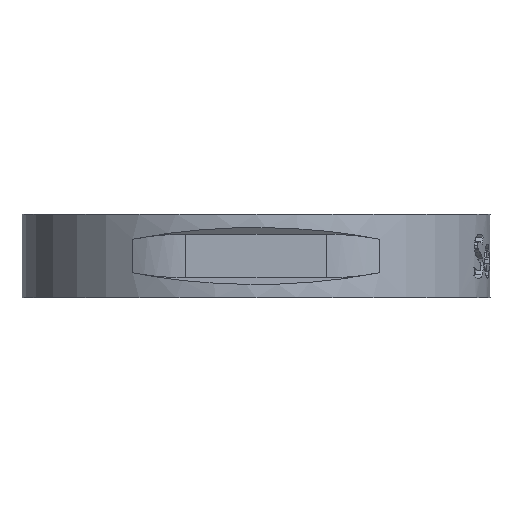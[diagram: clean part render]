
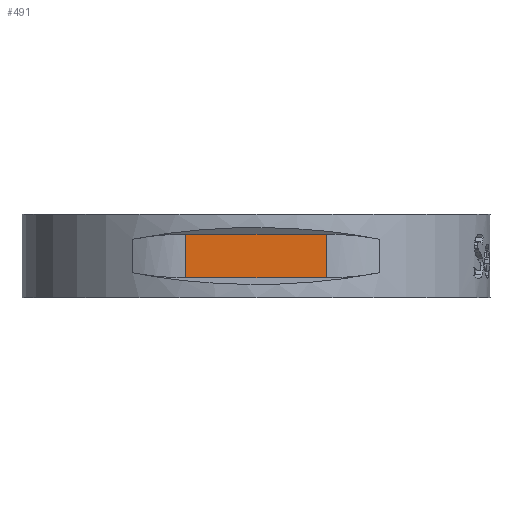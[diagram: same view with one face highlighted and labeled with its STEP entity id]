
A CAD part, left-side view. The second image highlights one B-rep face of the part: STEP entity #491.
In plain terms, the highlighted planar face has unit normal (-1, 0, 0).
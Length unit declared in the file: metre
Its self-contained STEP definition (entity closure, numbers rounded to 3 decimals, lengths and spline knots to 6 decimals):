
#491 = ADVANCED_FACE( '', ( #1416 ), #1417, .F. );
#1416 = FACE_OUTER_BOUND( '', #2929, .T. );
#1417 = PLANE( '', #2930 );
#2929 = EDGE_LOOP( '', ( #5788, #5789, #5790, #5791 ) );
#2930 = AXIS2_PLACEMENT_3D( '', #5792, #5793, #5794 );
#5788 = ORIENTED_EDGE( '', *, *, #9646, .T. );
#5789 = ORIENTED_EDGE( '', *, *, #9647, .T. );
#5790 = ORIENTED_EDGE( '', *, *, #9648, .F. );
#5791 = ORIENTED_EDGE( '', *, *, #9649, .T. );
#5792 = CARTESIAN_POINT( '', ( -0.032, 0.099791, 0.006822 ) );
#5793 = DIRECTION( '', ( 1., 0., 0. ) );
#5794 = DIRECTION( '', ( 0., 0., -1. ) );
#9646 = EDGE_CURVE( '', #11268, #11269, #11270, .T. );
#9647 = EDGE_CURVE( '', #11269, #11271, #11272, .F. );
#9648 = EDGE_CURVE( '', #11273, #11271, #11274, .T. );
#9649 = EDGE_CURVE( '', #11273, #11268, #11275, .T. );
#11268 = VERTEX_POINT( '', #14063 );
#11269 = VERTEX_POINT( '', #14064 );
#11270 = LINE( '', #14065, #14066 );
#11271 = VERTEX_POINT( '', #14067 );
#11272 = LINE( '', #14068, #14069 );
#11273 = VERTEX_POINT( '', #14070 );
#11274 = LINE( '', #14071, #14072 );
#11275 = LINE( '', #14073, #14074 );
#14063 = CARTESIAN_POINT( '', ( -0.032, 0.010536, 0.003 ) );
#14064 = CARTESIAN_POINT( '', ( -0.032, -0.010536, 0.003 ) );
#14065 = CARTESIAN_POINT( '', ( -0.032, 0.099791, 0.003 ) );
#14066 = VECTOR( '', #17595, 1. );
#14067 = CARTESIAN_POINT( '', ( -0.032, -0.010536, 0.0095 ) );
#14068 = CARTESIAN_POINT( '', ( -0.032, -0.010536, 0.006822 ) );
#14069 = VECTOR( '', #17596, 1. );
#14070 = CARTESIAN_POINT( '', ( -0.032, 0.010536, 0.0095 ) );
#14071 = CARTESIAN_POINT( '', ( -0.032, 0.099791, 0.0095 ) );
#14072 = VECTOR( '', #17597, 1. );
#14073 = CARTESIAN_POINT( '', ( -0.032, 0.010536, 0.006822 ) );
#14074 = VECTOR( '', #17598, 1. );
#17595 = DIRECTION( '', ( 0., -1., 0. ) );
#17596 = DIRECTION( '', ( 0., 0., -1. ) );
#17597 = DIRECTION( '', ( 0., -1., 0. ) );
#17598 = DIRECTION( '', ( 0., 0., -1. ) );
